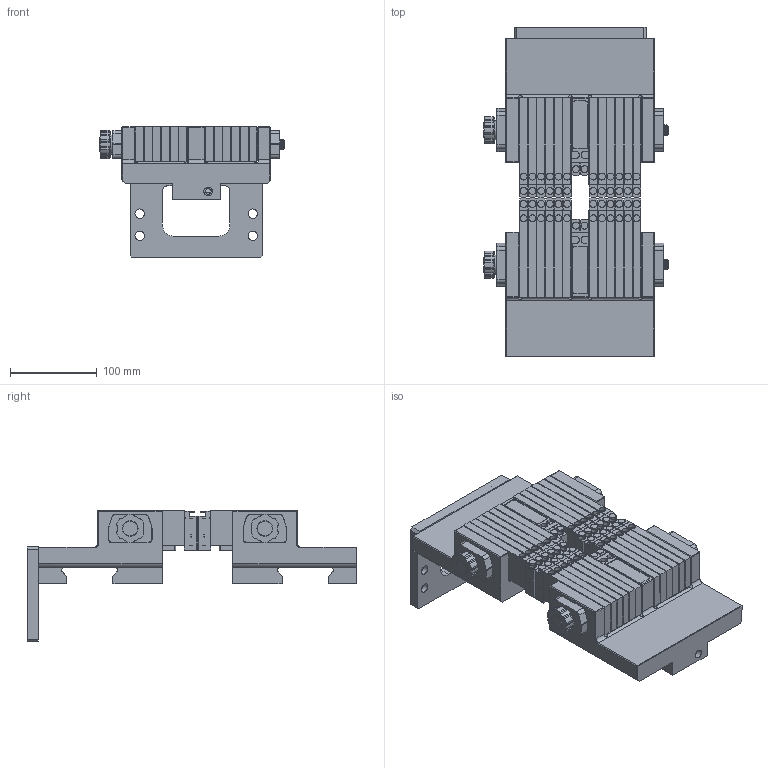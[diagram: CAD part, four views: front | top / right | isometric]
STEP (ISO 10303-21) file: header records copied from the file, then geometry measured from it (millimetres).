
FILE_DESCRIPTION(/* description */ (''),/* implementation_level */ '2;1');
FILE_NAME(/* name */ 'ASJ-JNPRD-150-N-HST-RO-06.stp',/* time_stamp */ '2022-12-19T13:38:00-08:00',/* author */ ('jpilkin'),/* organization */ (''),/* preprocessor_version */ 'ST-DEVELOPER v18.1',/* originating_system */ 'Autodesk Inventor 2020',/* authorisation */ '');
FILE_SCHEMA (('AUTOMOTIVE_DESIGN { 1 0 10303 214 3 1 1 }'));
Products named in the file (1): ASJ-JNPRD-150-N-HST-RO-06
Bounding box: 212 x 379.72 x 149.92 mm (x, y, z)
Volume: 2864183.6 mm3; surface area: 492771.3 mm2
Topology: 2 solids, 2 shells, 2195 faces, 6364 edges, 4236 vertices
Faces by surface type: plane 1461, cylinder 598, cone 76, bspline 32, torus 28
Full cylindrical faces by diameter (mm): 6.647 x2, 6.8 x4, 7.07 x4, 7.08 x24, 7.5 x28, 7.9 x28, 7.99 x56, 8 x28, 8.08 x28, 8.5 x28, 9.727 x34, 10 x2, 10.2 x10, 10.8 x4, 12 x34, 13 x4, 13.487 x2, 17.25 x4, 18 x2, 18.03 x2, 18.3 x2, 20.65 x2, 22 x6, 30 x2
Entity records: 91498 total; most frequent: CARTESIAN_POINT 32582, ORIENTED_EDGE 12680, DIRECTION 11954, EDGE_CURVE 6340, LINE 4358, VECTOR 4358, VERTEX_POINT 4236, AXIS2_PLACEMENT_3D 3798
